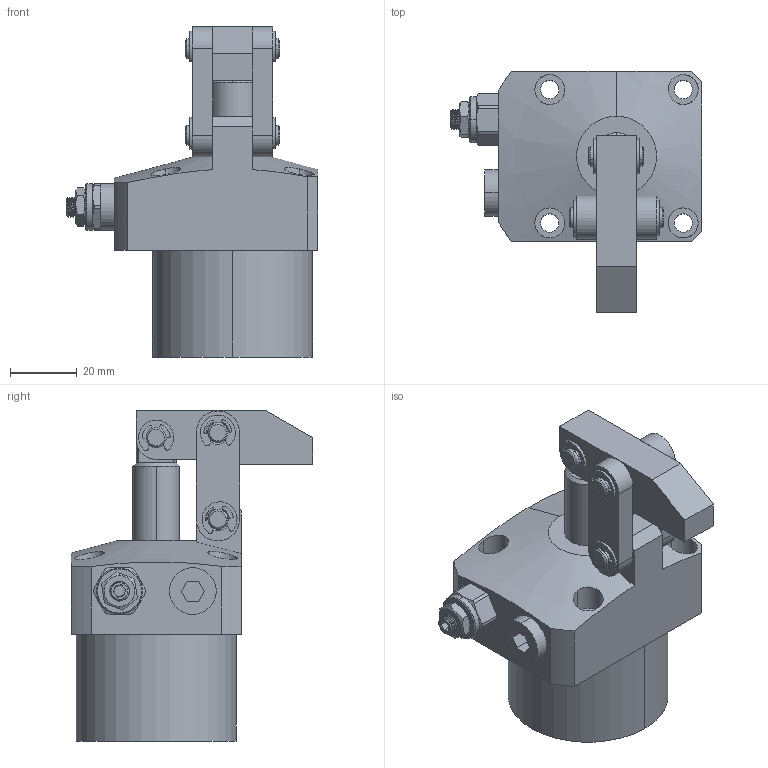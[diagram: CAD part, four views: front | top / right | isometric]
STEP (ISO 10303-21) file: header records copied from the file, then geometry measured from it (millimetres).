
FILE_DESCRIPTION (( 'STEP AP214' ), '1' );
FILE_NAME ('CLKA-048CR油压杠杆缸三维图.STEP', '2021-04-16T06:14:28', ( 'PC' ), ( '' ), 'SwSTEP 2.0', 'SolidWorks 2016', '' );
FILE_SCHEMA (( 'AUTOMOTIVE_DESIGN' ));
Length unit declared in the file: millimetre
Products named in the file (10): CZL10覃厒概22; 048活塞杆_1; 048GR掛极; 囀鞠褒黑芛郔陔1-8_1; 32GÏú1_1_1_1_2; 32GÏú2_1_1_1_2; 32Gﾁｬｸﾋ_1_1_1_2; 揤旋_4; 32G开口挡圈1_1_1_1_2; CLKA-048CR油压杠杆缸三维图
Assembly tree (16 placements, depth 2):
  CLKA-048CR油压杠杆缸三维图
    32G开口挡圈1_1_1_1_2  x6
    揤旋_4
    32Gﾁｬｸﾋ_1_1_1_2  x2
    32GÏú2_1_1_1_2  x2
    32GÏú1_1_1_1_2
    囀鞠褒黑芛郔陔1-8_1
    048GR掛极
    048活塞杆_1
    CZL10覃厒概22
Bounding box: 75.3 x 72.5 x 99 mm (x, y, z)
Volume: 135552.8 mm3; surface area: 40699.4 mm2
Topology: 18 solids, 18 shells, 522 faces, 1306 edges, 844 vertices
Faces by surface type: cylinder 259, plane 166, cone 81, bspline 9, torus 6, sphere 1
Entity records: 17139 total; most frequent: CARTESIAN_POINT 5607, DIRECTION 1866, ORIENTED_EDGE 1798, EDGE_CURVE 899, AXIS2_PLACEMENT_3D 738, VERTEX_POINT 578, EDGE_LOOP 425, VECTOR 390
